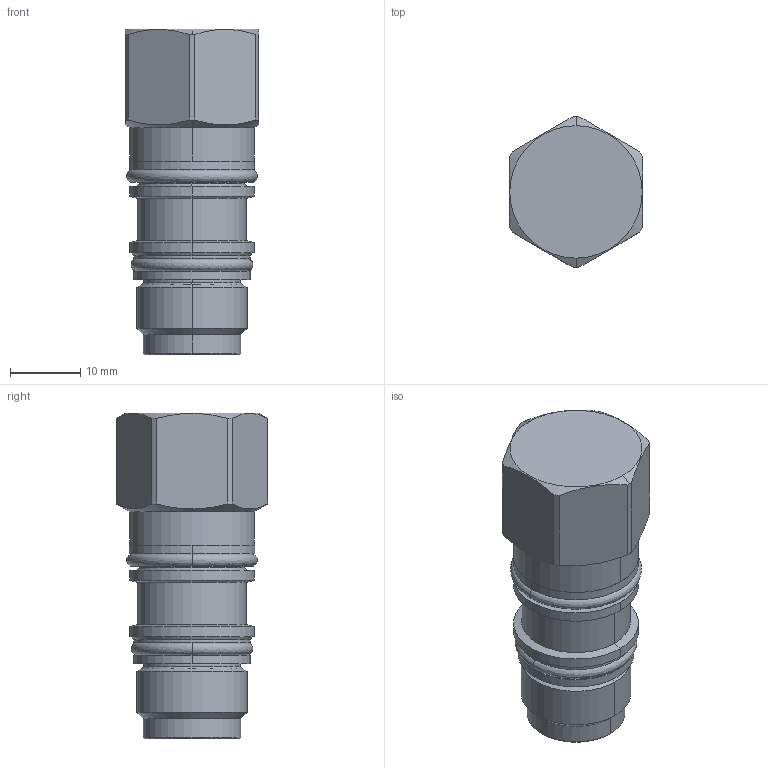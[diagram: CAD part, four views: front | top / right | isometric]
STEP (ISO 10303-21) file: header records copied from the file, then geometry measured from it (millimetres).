
FILE_DESCRIPTION((''),'2;1');
FILE_NAME('XZOD-XXN_PRT','2009-04-29T',('Administrator'),(''),'PRO/ENGINEER BY PARAMETRIC TECHNOLOGY CORPORATION, 2006240','PRO/ENGINEER BY PARAMETRIC TECHNOLOGY CORPORATION, 2006240','');
FILE_SCHEMA(('CONFIG_CONTROL_DESIGN'));
Length unit declared in the file: inch
Products named in the file (1): XZOD-XXN_PRT
Bounding box: 19.05 x 21.54 x 46.46 mm (x, y, z)
Volume: 11138 mm3; surface area: 4123.9 mm2
Topology: 3 solids, 3 shells, 81 faces, 180 edges, 108 vertices
Faces by surface type: cylinder 30, cone 16, plane 15, torus 12, revolution 8
Entity records: 2810 total; most frequent: CARTESIAN_POINT 945, DIRECTION 406, ORIENTED_EDGE 360, EDGE_CURVE 180, AXIS2_PLACEMENT_3D 173, VERTEX_POINT 108, CIRCLE 100, EDGE_LOOP 88
